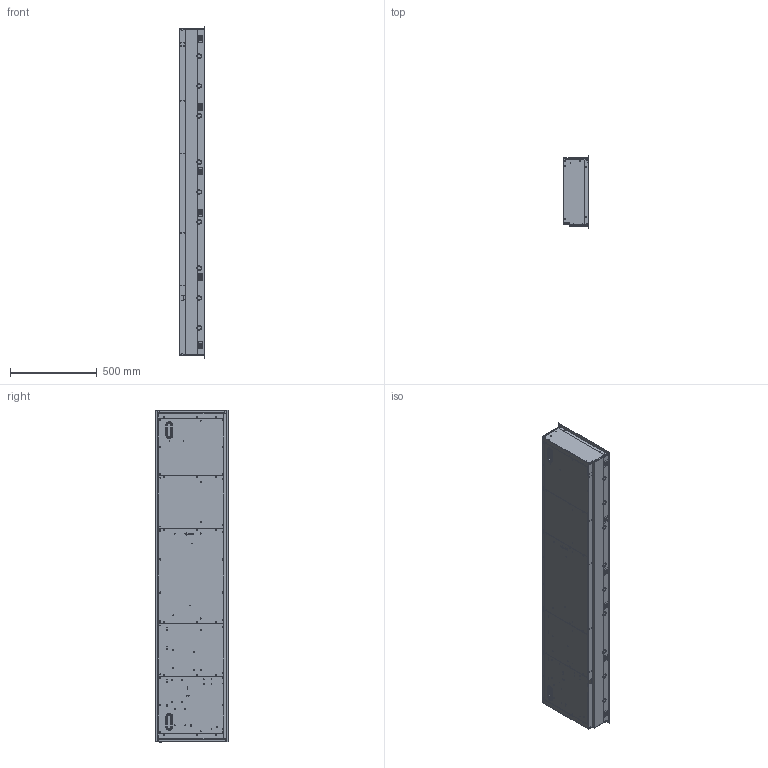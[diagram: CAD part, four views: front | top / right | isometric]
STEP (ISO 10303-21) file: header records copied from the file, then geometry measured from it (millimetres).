
FILE_DESCRIPTION (( 'STEP AP214' ), '1' );
FILE_NAME ('Ignite evolve 74 (EVO 1800)_defeature.STEP', '2024-07-18T13:39:04', ( '' ), ( '' ), 'SwSTEP 2.0', 'SolidWorks 2023', '' );
FILE_SCHEMA (( 'AUTOMOTIVE_DESIGN' ));
Length unit declared in the file: millimetre
Products named in the file (1): Ignite evolve 74 (EVO 1800)_defeature
Bounding box: 147.85 x 418.9 x 1915.8 mm (x, y, z)
Surface area: 3376155.1 mm2 (no closed solid volume)
Topology: 0 solids, 18 shells, 445 faces, 2205 edges, 1669 vertices
Faces by surface type: cylinder 204, plane 180, torus 31, cone 30
Entity records: 28156 total; most frequent: CARTESIAN_POINT 5132, DIRECTION 3927, ORIENTED_EDGE 3033, EDGE_CURVE 2205, VERTEX_POINT 1669, AXIS2_PLACEMENT_3D 1390, VECTOR 1147, LINE 1147
